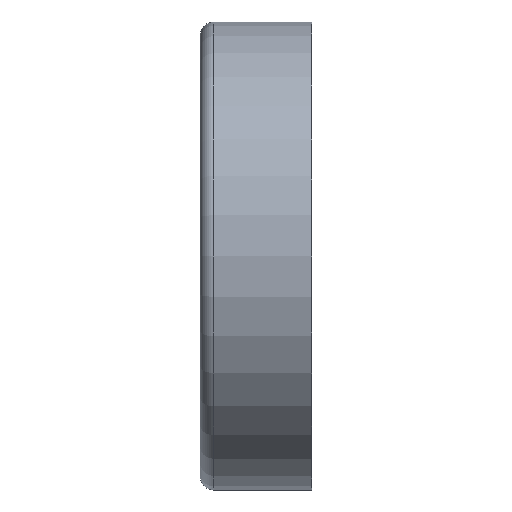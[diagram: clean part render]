
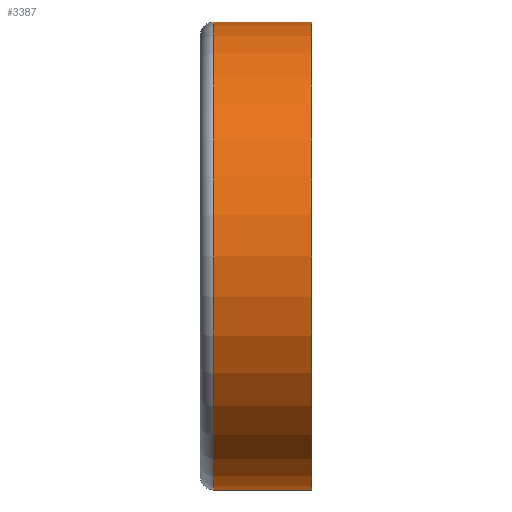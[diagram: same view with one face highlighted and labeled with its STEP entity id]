
A CAD part, left-side view. The second image highlights one B-rep face of the part: STEP entity #3387.
In plain terms, the highlighted cylindrical face has radius 52.5 mm (diameter 105 mm), a partial arc.
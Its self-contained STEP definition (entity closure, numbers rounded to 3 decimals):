
#657 = FACE_OUTER_BOUND ( 'NONE', #9619, .T. ) ;
#1006 = VERTEX_POINT ( 'NONE', #10151 ) ;
#1372 = LINE ( 'NONE', #1881, #3014 ) ;
#1881 = CARTESIAN_POINT ( 'NONE',  ( 0., 0., -52.5 ) ) ;
#2123 = VECTOR ( 'NONE', #5783, 1000. ) ;
#2627 = LINE ( 'NONE', #7940, #2123 ) ;
#2818 = DIRECTION ( 'NONE',  ( 0., -1., 0. ) ) ;
#2826 = CIRCLE ( 'NONE', #9977, 52.5 ) ;
#3014 = VECTOR ( 'NONE', #2818, 1000. ) ;
#3294 = CARTESIAN_POINT ( 'NONE',  ( 0., 0., 52.5 ) ) ;
#3357 = DIRECTION ( 'NONE',  ( 0., -1., 0. ) ) ;
#3387 = ADVANCED_FACE ( 'NONE', ( #657 ), #9298, .T. ) ;
#4457 = ORIENTED_EDGE ( 'NONE', *, *, #4598, .T. ) ;
#4553 = VERTEX_POINT ( 'NONE', #3294 ) ;
#4554 = DIRECTION ( 'NONE',  ( 0., -1., 0. ) ) ;
#4598 = EDGE_CURVE ( 'NONE', #12837, #9570, #10099, .T. ) ;
#4721 = ORIENTED_EDGE ( 'NONE', *, *, #10881, .F. ) ;
#4982 = CARTESIAN_POINT ( 'NONE',  ( 0., 22., 52.5 ) ) ;
#5783 = DIRECTION ( 'NONE',  ( 0., -1., 0. ) ) ;
#6522 = DIRECTION ( 'NONE',  ( 0., 0., -1. ) ) ;
#6923 = AXIS2_PLACEMENT_3D ( 'NONE', #10896, #9686, #6522 ) ;
#7617 = CARTESIAN_POINT ( 'NONE',  ( 0., 0., 0. ) ) ;
#7940 = CARTESIAN_POINT ( 'NONE',  ( 0., 0., 52.5 ) ) ;
#9298 = CYLINDRICAL_SURFACE ( 'NONE', #10748, 52.5 ) ;
#9570 = VERTEX_POINT ( 'NONE', #9792 ) ;
#9619 = EDGE_LOOP ( 'NONE', ( #10251, #4457, #13114, #4721 ) ) ;
#9686 = DIRECTION ( 'NONE',  ( 0., -1., 0. ) ) ;
#9792 = CARTESIAN_POINT ( 'NONE',  ( 0., 22., -52.5 ) ) ;
#9977 = AXIS2_PLACEMENT_3D ( 'NONE', #7617, #4554, #11984 ) ;
#10099 = CIRCLE ( 'NONE', #6923, 52.5 ) ;
#10151 = CARTESIAN_POINT ( 'NONE',  ( 0., 0., -52.5 ) ) ;
#10251 = ORIENTED_EDGE ( 'NONE', *, *, #13226, .F. ) ;
#10748 = AXIS2_PLACEMENT_3D ( 'NONE', #11929, #3357, #13044 ) ;
#10881 = EDGE_CURVE ( 'NONE', #4553, #1006, #2826, .T. ) ;
#10896 = CARTESIAN_POINT ( 'NONE',  ( 0., 22., 0. ) ) ;
#11929 = CARTESIAN_POINT ( 'NONE',  ( 0., 0., 0. ) ) ;
#11984 = DIRECTION ( 'NONE',  ( 0., 0., -1. ) ) ;
#12822 = EDGE_CURVE ( 'NONE', #9570, #1006, #1372, .T. ) ;
#12837 = VERTEX_POINT ( 'NONE', #4982 ) ;
#13044 = DIRECTION ( 'NONE',  ( 0., 0., -1. ) ) ;
#13114 = ORIENTED_EDGE ( 'NONE', *, *, #12822, .T. ) ;
#13226 = EDGE_CURVE ( 'NONE', #12837, #4553, #2627, .T. ) ;
